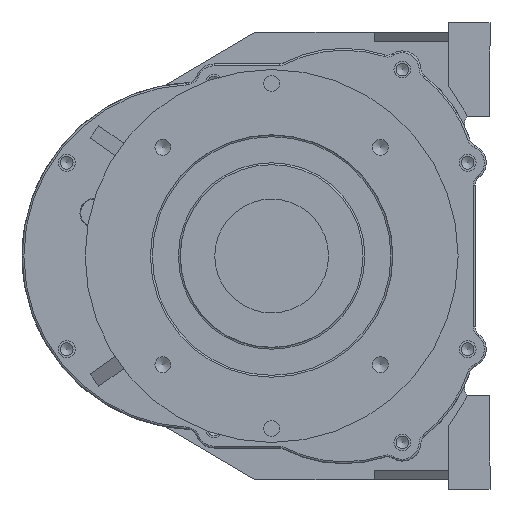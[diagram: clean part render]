
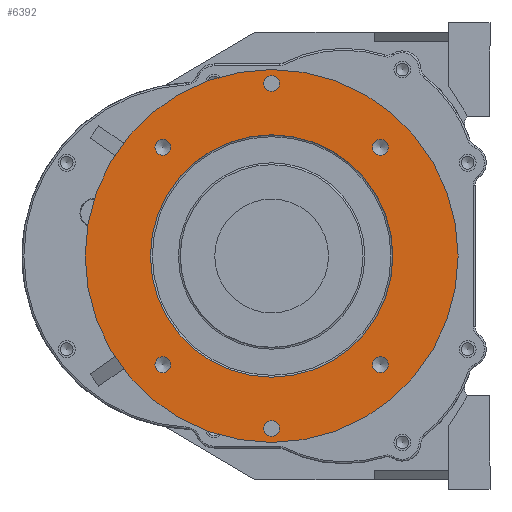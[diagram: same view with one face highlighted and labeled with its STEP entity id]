
A CAD part, left-side view. The second image highlights one B-rep face of the part: STEP entity #6392.
In plain terms, the highlighted planar face has unit normal (-1, 0, 0).
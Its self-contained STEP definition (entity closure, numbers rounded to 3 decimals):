
#82 = CARTESIAN_POINT ( 'NONE',  ( -12., 58.336, 58.336 ) ) ;
#225 = FACE_BOUND ( 'NONE', #278, .T. ) ;
#278 = EDGE_LOOP ( 'NONE', ( #2617 ) ) ;
#476 = ORIENTED_EDGE ( 'NONE', *, *, #876, .T. ) ;
#754 = DIRECTION ( 'NONE',  ( 0., 0., 1. ) ) ;
#876 = EDGE_CURVE ( 'NONE', #2832, #2832, #4709, .T. ) ;
#1071 = CARTESIAN_POINT ( 'NONE',  ( -12., 58.336, 62.586 ) ) ;
#1463 = CARTESIAN_POINT ( 'NONE',  ( -12., 0., 88.25 ) ) ;
#1737 = AXIS2_PLACEMENT_3D ( 'NONE', #8154, #6773, #8335 ) ;
#1953 = DIRECTION ( 'NONE',  ( -1., 0., 0. ) ) ;
#2445 = VERTEX_POINT ( 'NONE', #1071 ) ;
#2617 = ORIENTED_EDGE ( 'NONE', *, *, #9986, .F. ) ;
#2673 = DIRECTION ( 'NONE',  ( 0., 0., 1. ) ) ;
#2832 = VERTEX_POINT ( 'NONE', #1463 ) ;
#2882 = FACE_OUTER_BOUND ( 'NONE', #7184, .T. ) ;
#2912 = DIRECTION ( 'NONE',  ( 0., 0., 1. ) ) ;
#3015 = ORIENTED_EDGE ( 'NONE', *, *, #8444, .F. ) ;
#3166 = VERTEX_POINT ( 'NONE', #16996 ) ;
#3173 = DIRECTION ( 'NONE',  ( 0., 0., 1. ) ) ;
#3330 = EDGE_LOOP ( 'NONE', ( #15344 ) ) ;
#3813 = CARTESIAN_POINT ( 'NONE',  ( -12., 0., 0. ) ) ;
#4061 = ORIENTED_EDGE ( 'NONE', *, *, #16071, .T. ) ;
#4220 = FACE_BOUND ( 'NONE', #13874, .T. ) ;
#4234 = CARTESIAN_POINT ( 'NONE',  ( -12., 0., 65. ) ) ;
#4300 = FACE_BOUND ( 'NONE', #10399, .T. ) ;
#4502 = CARTESIAN_POINT ( 'NONE',  ( -12., -58.336, 58.336 ) ) ;
#4709 = CIRCLE ( 'NONE', #1737, 4.25 ) ;
#4984 = ORIENTED_EDGE ( 'NONE', *, *, #11389, .F. ) ;
#5031 = DIRECTION ( 'NONE',  ( 0., 0., 1. ) ) ;
#5153 = CARTESIAN_POINT ( 'NONE',  ( -12., 58.336, -54.086 ) ) ;
#5609 = DIRECTION ( 'NONE',  ( 1., 0., 0. ) ) ;
#5612 = FACE_BOUND ( 'NONE', #14360, .T. ) ;
#5627 = VERTEX_POINT ( 'NONE', #4234 ) ;
#5645 = DIRECTION ( 'NONE',  ( -1., 0., 0. ) ) ;
#5879 = CARTESIAN_POINT ( 'NONE',  ( -12., -100., 0. ) ) ;
#6128 = CIRCLE ( 'NONE', #8487, 4.25 ) ;
#6252 = DIRECTION ( 'NONE',  ( -1., 0., 0. ) ) ;
#6392 = ADVANCED_FACE ( 'NONE', ( #4300, #14004, #225, #6917, #5612, #4220, #11227, #2882 ), #15675, .T. ) ;
#6773 = DIRECTION ( 'NONE',  ( 1., 0., 0. ) ) ;
#6917 = FACE_BOUND ( 'NONE', #9336, .T. ) ;
#7077 = AXIS2_PLACEMENT_3D ( 'NONE', #82, #5645, #2912 ) ;
#7184 = EDGE_LOOP ( 'NONE', ( #18064 ) ) ;
#7351 = CIRCLE ( 'NONE', #7077, 4.25 ) ;
#8154 = CARTESIAN_POINT ( 'NONE',  ( -12., 0., 92.5 ) ) ;
#8335 = DIRECTION ( 'NONE',  ( 0., 0., -1. ) ) ;
#8444 = EDGE_CURVE ( 'NONE', #16723, #16723, #6128, .T. ) ;
#8487 = AXIS2_PLACEMENT_3D ( 'NONE', #11423, #10210, #3173 ) ;
#8668 = DIRECTION ( 'NONE',  ( 0., 0., 1. ) ) ;
#9046 = AXIS2_PLACEMENT_3D ( 'NONE', #4502, #14561, #8668 ) ;
#9061 = AXIS2_PLACEMENT_3D ( 'NONE', #16308, #1953, #754 ) ;
#9162 = EDGE_LOOP ( 'NONE', ( #476 ) ) ;
#9336 = EDGE_LOOP ( 'NONE', ( #9977 ) ) ;
#9483 = AXIS2_PLACEMENT_3D ( 'NONE', #15304, #5609, #12611 ) ;
#9518 = EDGE_CURVE ( 'NONE', #16430, #16430, #11701, .T. ) ;
#9526 = AXIS2_PLACEMENT_3D ( 'NONE', #16763, #9714, #2673 ) ;
#9714 = DIRECTION ( 'NONE',  ( -1., 0., 0. ) ) ;
#9766 = CARTESIAN_POINT ( 'NONE',  ( -12., -58.336, -54.086 ) ) ;
#9977 = ORIENTED_EDGE ( 'NONE', *, *, #9518, .F. ) ;
#9986 = EDGE_CURVE ( 'NONE', #13927, #13927, #10835, .T. ) ;
#10210 = DIRECTION ( 'NONE',  ( -1., 0., 0. ) ) ;
#10399 = EDGE_LOOP ( 'NONE', ( #4061 ) ) ;
#10835 = CIRCLE ( 'NONE', #9061, 4.25 ) ;
#11227 = FACE_BOUND ( 'NONE', #3330, .T. ) ;
#11321 = AXIS2_PLACEMENT_3D ( 'NONE', #5879, #15496, #14179 ) ;
#11389 = EDGE_CURVE ( 'NONE', #2445, #2445, #7351, .T. ) ;
#11423 = CARTESIAN_POINT ( 'NONE',  ( -12., 58.336, -58.336 ) ) ;
#11701 = CIRCLE ( 'NONE', #9046, 4.25 ) ;
#12611 = DIRECTION ( 'NONE',  ( 0., 0., -1. ) ) ;
#12952 = EDGE_CURVE ( 'NONE', #17928, #17928, #18045, .T. ) ;
#13874 = EDGE_LOOP ( 'NONE', ( #3015 ) ) ;
#13927 = VERTEX_POINT ( 'NONE', #9766 ) ;
#14004 = FACE_BOUND ( 'NONE', #9162, .T. ) ;
#14179 = DIRECTION ( 'NONE',  ( 0., 0., 1. ) ) ;
#14360 = EDGE_LOOP ( 'NONE', ( #4984 ) ) ;
#14561 = DIRECTION ( 'NONE',  ( -1., 0., 0. ) ) ;
#14757 = AXIS2_PLACEMENT_3D ( 'NONE', #3813, #6252, #5031 ) ;
#15304 = CARTESIAN_POINT ( 'NONE',  ( -12., 0., -92.5 ) ) ;
#15326 = CARTESIAN_POINT ( 'NONE',  ( -12., -58.336, 62.586 ) ) ;
#15344 = ORIENTED_EDGE ( 'NONE', *, *, #17373, .F. ) ;
#15496 = DIRECTION ( 'NONE',  ( -1., 0., 0. ) ) ;
#15675 = PLANE ( 'NONE',  #11321 ) ;
#16071 = EDGE_CURVE ( 'NONE', #3166, #3166, #17477, .T. ) ;
#16308 = CARTESIAN_POINT ( 'NONE',  ( -12., -58.336, -58.336 ) ) ;
#16330 = CIRCLE ( 'NONE', #9526, 65. ) ;
#16430 = VERTEX_POINT ( 'NONE', #15326 ) ;
#16723 = VERTEX_POINT ( 'NONE', #5153 ) ;
#16763 = CARTESIAN_POINT ( 'NONE',  ( -12., 0., 0. ) ) ;
#16996 = CARTESIAN_POINT ( 'NONE',  ( -12., 0., -96.75 ) ) ;
#17373 = EDGE_CURVE ( 'NONE', #5627, #5627, #16330, .T. ) ;
#17477 = CIRCLE ( 'NONE', #9483, 4.25 ) ;
#17928 = VERTEX_POINT ( 'NONE', #18021 ) ;
#18021 = CARTESIAN_POINT ( 'NONE',  ( -12., 0., 100. ) ) ;
#18045 = CIRCLE ( 'NONE', #14757, 100. ) ;
#18064 = ORIENTED_EDGE ( 'NONE', *, *, #12952, .T. ) ;
